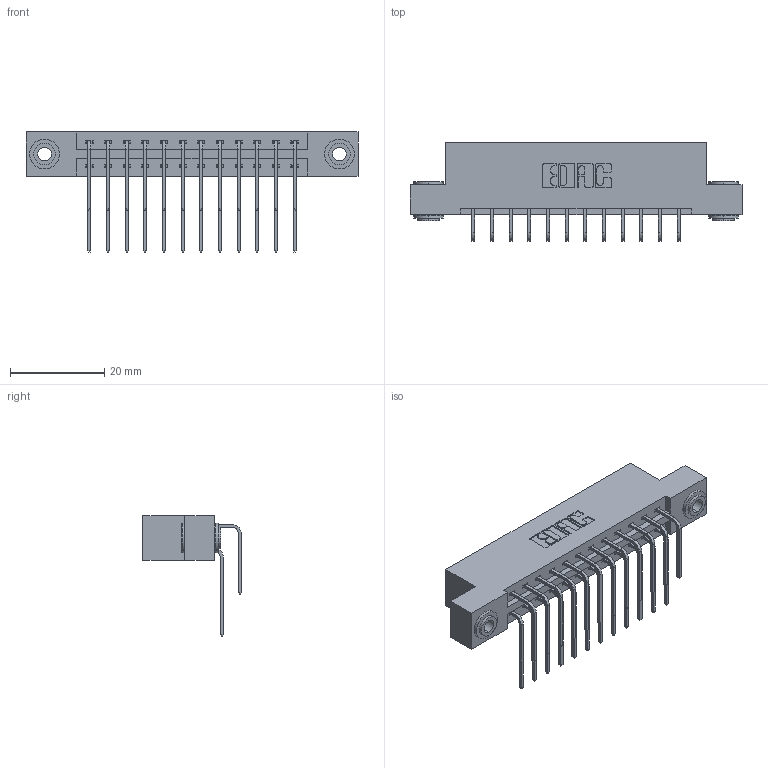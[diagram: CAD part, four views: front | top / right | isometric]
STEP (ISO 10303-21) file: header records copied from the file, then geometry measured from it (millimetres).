
FILE_DESCRIPTION (( 'STEP AP203' ), '1' );
FILE_NAME ('337-024-559-203.STEP', '2019-10-08T15:46:03', ( '' ), ( '' ), 'SwSTEP 2.0', 'SolidWorks 2016', '' );
FILE_SCHEMA (( 'CONFIG_CONTROL_DESIGN' ));
Length unit declared in the file: inch
Products named in the file (5): 345-292-001_558 559 Tail - 1; 337 Part_Flush Mounting Lugs - 0.156 Dia-TH; 337-024-559-203; 345-250-002_345-250-002-102; 345-292-001_559 Tail - 2
Assembly tree (27 placements, depth 2):
  337-024-559-203
    337 Part_Flush Mounting Lugs - 0.156 Dia-TH
    345-292-001_558 559 Tail - 1  x12
    345-292-001_559 Tail - 2  x12
    345-250-002_345-250-002-102  x2
Bounding box: 70.56 x 20.9 x 25.53 mm (x, y, z)
Volume: 7194.8 mm3; surface area: 8761.9 mm2
Topology: 27 solids, 27 shells, 1496 faces, 4395 edges, 2894 vertices
Faces by surface type: plane 1040, cylinder 448, cone 8
Entity records: 15618 total; most frequent: CARTESIAN_POINT 2676, ORIENTED_EDGE 2554, DIRECTION 2347, EDGE_CURVE 1277, VECTOR 1085, LINE 1085, VERTEX_POINT 846, AXIS2_PLACEMENT_3D 631
